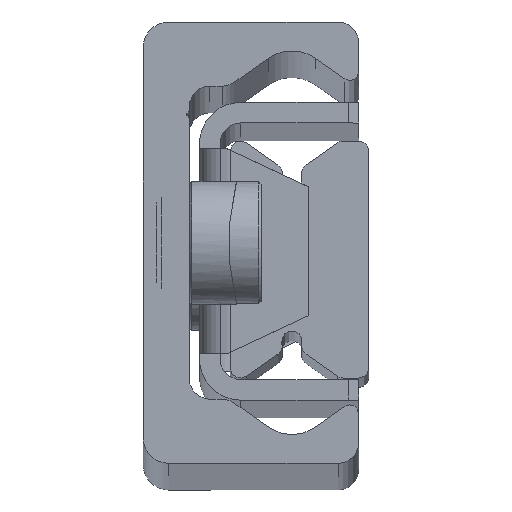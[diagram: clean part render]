
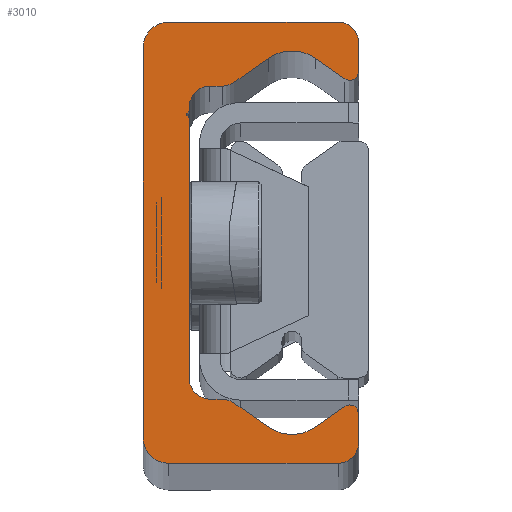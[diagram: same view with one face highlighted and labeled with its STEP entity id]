
A CAD part, top view. The second image highlights one B-rep face of the part: STEP entity #3010.
In plain terms, the highlighted planar face has unit normal (0, 0, 1).
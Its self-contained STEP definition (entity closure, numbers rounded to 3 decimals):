
#1920=CARTESIAN_POINT('',(2.499,-21.5,1490.0));
#1921=VERTEX_POINT('',#1920);
#1922=CARTESIAN_POINT('',(-0.001,-19.0,1490.0));
#1923=VERTEX_POINT('',#1922);
#1924=CARTESIAN_POINT('',(2.499,-19.0,1490.0));
#1925=DIRECTION('',(0.0,0.0,-1.0));
#1926=DIRECTION('',(-1.0,0.0,0.0));
#1927=AXIS2_PLACEMENT_3D('',#1924,#1925,#1926);
#1928=CIRCLE('',#1927,2.5);
#1929=EDGE_CURVE('',#1921,#1923,#1928,.T.);
#1962=CARTESIAN_POINT('',(-0.001,19.0,1490.0));
#1963=VERTEX_POINT('',#1962);
#1964=CARTESIAN_POINT('',(-0.001,-19.0,1490.0));
#1965=DIRECTION('',(0.0,1.0,0.0));
#1966=VECTOR('',#1965,38.0);
#1967=LINE('',#1964,#1966);
#1968=EDGE_CURVE('',#1923,#1963,#1967,.T.);
#2056=CARTESIAN_POINT('',(2.499,21.5,1490.0));
#2057=VERTEX_POINT('',#2056);
#2058=CARTESIAN_POINT('',(2.499,19.0,1490.0));
#2059=DIRECTION('',(0.0,0.0,-1.0));
#2060=DIRECTION('',(0.0,1.0,0.0));
#2061=AXIS2_PLACEMENT_3D('',#2058,#2059,#2060);
#2062=CIRCLE('',#2061,2.5);
#2063=EDGE_CURVE('',#1963,#2057,#2062,.T.);
#2089=CARTESIAN_POINT('',(18.999,21.5,1490.0));
#2090=VERTEX_POINT('',#2089);
#2091=CARTESIAN_POINT('',(2.499,21.5,1490.0));
#2092=DIRECTION('',(1.0,0.0,0.0));
#2093=VECTOR('',#2092,16.5);
#2094=LINE('',#2091,#2093);
#2095=EDGE_CURVE('',#2057,#2090,#2094,.T.);
#2120=CARTESIAN_POINT('',(20.999,19.5,1490.0));
#2121=VERTEX_POINT('',#2120);
#2122=CARTESIAN_POINT('',(18.999,19.5,1490.0));
#2123=DIRECTION('',(0.0,0.0,-1.0));
#2124=DIRECTION('',(1.0,0.0,0.0));
#2125=AXIS2_PLACEMENT_3D('',#2122,#2123,#2124);
#2126=CIRCLE('',#2125,2.);
#2127=EDGE_CURVE('',#2090,#2121,#2126,.T.);
#2153=CARTESIAN_POINT('',(20.999,16.65,1490.0));
#2154=VERTEX_POINT('',#2153);
#2155=CARTESIAN_POINT('',(20.999,19.5,1490.0));
#2156=DIRECTION('',(0.0,-1.0,0.0));
#2157=VECTOR('',#2156,2.85);
#2158=LINE('',#2155,#2157);
#2159=EDGE_CURVE('',#2121,#2154,#2158,.T.);
#2184=CARTESIAN_POINT('',(19.662,15.953,1490.0));
#2185=VERTEX_POINT('',#2184);
#2186=CARTESIAN_POINT('',(20.149,16.65,1490.0));
#2187=DIRECTION('',(0.0,0.0,-1.));
#2188=DIRECTION('',(-0.574,-0.819,0.0));
#2189=AXIS2_PLACEMENT_3D('',#2186,#2187,#2188);
#2190=CIRCLE('',#2189,0.85);
#2191=EDGE_CURVE('',#2154,#2185,#2190,.T.);
#2217=CARTESIAN_POINT('',(16.794,17.962,1490.0));
#2218=VERTEX_POINT('',#2217);
#2219=CARTESIAN_POINT('',(19.662,15.953,1490.0));
#2220=DIRECTION('',(-0.819,0.574,0.0));
#2221=VECTOR('',#2220,3.501);
#2222=LINE('',#2219,#2221);
#2223=EDGE_CURVE('',#2185,#2218,#2222,.T.);
#2248=CARTESIAN_POINT('',(12.205,17.962,1490.0));
#2249=VERTEX_POINT('',#2248);
#2250=CARTESIAN_POINT('',(14.499,14.685,1490.0));
#2251=DIRECTION('',(0.0,0.0,1.0));
#2252=DIRECTION('',(-0.574,-0.819,0.0));
#2253=AXIS2_PLACEMENT_3D('',#2250,#2251,#2252);
#2254=CIRCLE('',#2253,4.0);
#2255=EDGE_CURVE('',#2218,#2249,#2254,.T.);
#2281=CARTESIAN_POINT('',(8.849,15.612,1490.0));
#2282=VERTEX_POINT('',#2281);
#2283=CARTESIAN_POINT('',(12.205,17.962,1490.0));
#2284=DIRECTION('',(-0.819,-0.574,0.0));
#2285=VECTOR('',#2284,4.097);
#2286=LINE('',#2283,#2285);
#2287=EDGE_CURVE('',#2249,#2282,#2286,.T.);
#2312=CARTESIAN_POINT('',(7.702,15.25,1490.0));
#2313=VERTEX_POINT('',#2312);
#2314=CARTESIAN_POINT('',(7.702,17.25,1490.0));
#2315=DIRECTION('',(0.0,0.0,-1.0));
#2316=DIRECTION('',(0.0,-1.0,0.0));
#2317=AXIS2_PLACEMENT_3D('',#2314,#2315,#2316);
#2318=CIRCLE('',#2317,2.0);
#2319=EDGE_CURVE('',#2282,#2313,#2318,.T.);
#2345=CARTESIAN_POINT('',(6.499,15.25,1490.0));
#2346=VERTEX_POINT('',#2345);
#2347=CARTESIAN_POINT('',(7.702,15.25,1490.0));
#2348=DIRECTION('',(-1.0,0.0,0.0));
#2349=VECTOR('',#2348,1.203);
#2350=LINE('',#2347,#2349);
#2351=EDGE_CURVE('',#2313,#2346,#2350,.T.);
#2376=CARTESIAN_POINT('',(4.499,13.25,1490.0));
#2377=VERTEX_POINT('',#2376);
#2378=CARTESIAN_POINT('',(6.499,13.25,1490.0));
#2379=DIRECTION('',(0.0,0.0,1.0));
#2380=DIRECTION('',(0.0,-1.0,0.0));
#2381=AXIS2_PLACEMENT_3D('',#2378,#2379,#2380);
#2382=CIRCLE('',#2381,2.0);
#2383=EDGE_CURVE('',#2346,#2377,#2382,.T.);
#2409=CARTESIAN_POINT('',(4.499,12.861,1490.0));
#2410=VERTEX_POINT('',#2409);
#2411=CARTESIAN_POINT('',(4.499,13.25,1490.0));
#2412=DIRECTION('',(0.0,-1.0,0.0));
#2413=VECTOR('',#2412,0.389);
#2414=LINE('',#2411,#2413);
#2415=EDGE_CURVE('',#2377,#2410,#2414,.T.);
#2440=CARTESIAN_POINT('',(4.411,12.734,1490.0));
#2441=VERTEX_POINT('',#2440);
#2442=CARTESIAN_POINT('',(4.363,12.861,1490.0));
#2443=DIRECTION('',(0.0,0.0,-1.0));
#2444=DIRECTION('',(0.353,-0.936,0.0));
#2445=AXIS2_PLACEMENT_3D('',#2442,#2443,#2444);
#2446=CIRCLE('',#2445,0.136);
#2447=EDGE_CURVE('',#2410,#2441,#2446,.T.);
#2473=CARTESIAN_POINT('',(4.422,12.262,1490.0));
#2474=VERTEX_POINT('',#2473);
#2475=CARTESIAN_POINT('',(4.499,12.5,1490.0));
#2476=DIRECTION('',(0.0,0.0,1.0));
#2477=DIRECTION('',(0.353,-0.936,0.0));
#2478=AXIS2_PLACEMENT_3D('',#2475,#2476,#2477);
#2479=CIRCLE('',#2478,0.25);
#2480=EDGE_CURVE('',#2441,#2474,#2479,.T.);
#2506=CARTESIAN_POINT('',(4.499,12.156,1490.0));
#2507=VERTEX_POINT('',#2506);
#2508=CARTESIAN_POINT('',(4.387,12.156,1490.0));
#2509=DIRECTION('',(0.0,0.0,-1.0));
#2510=DIRECTION('',(1.0,0.0,0.0));
#2511=AXIS2_PLACEMENT_3D('',#2508,#2509,#2510);
#2512=CIRCLE('',#2511,0.112);
#2513=EDGE_CURVE('',#2474,#2507,#2512,.T.);
#2539=CARTESIAN_POINT('',(4.499,-13.25,1490.0));
#2540=VERTEX_POINT('',#2539);
#2541=CARTESIAN_POINT('',(4.499,12.156,1490.0));
#2542=DIRECTION('',(0.0,-1.0,0.0));
#2543=VECTOR('',#2542,25.406);
#2544=LINE('',#2541,#2543);
#2545=EDGE_CURVE('',#2507,#2540,#2544,.T.);
#2633=CARTESIAN_POINT('',(6.499,-15.25,1490.0));
#2634=VERTEX_POINT('',#2633);
#2635=CARTESIAN_POINT('',(6.499,-13.25,1490.0));
#2636=DIRECTION('',(0.0,0.0,1.0));
#2637=DIRECTION('',(1.0,0.0,0.0));
#2638=AXIS2_PLACEMENT_3D('',#2635,#2636,#2637);
#2639=CIRCLE('',#2638,2.0);
#2640=EDGE_CURVE('',#2540,#2634,#2639,.T.);
#2666=CARTESIAN_POINT('',(7.702,-15.25,1490.0));
#2667=VERTEX_POINT('',#2666);
#2668=CARTESIAN_POINT('',(6.499,-15.25,1490.0));
#2669=DIRECTION('',(1.0,0.0,0.0));
#2670=VECTOR('',#2669,1.203);
#2671=LINE('',#2668,#2670);
#2672=EDGE_CURVE('',#2634,#2667,#2671,.T.);
#2697=CARTESIAN_POINT('',(8.849,-15.612,1490.0));
#2698=VERTEX_POINT('',#2697);
#2699=CARTESIAN_POINT('',(7.702,-17.25,1490.0));
#2700=DIRECTION('',(0.0,0.0,-1.));
#2701=DIRECTION('',(0.574,0.819,0.0));
#2702=AXIS2_PLACEMENT_3D('',#2699,#2700,#2701);
#2703=CIRCLE('',#2702,2.0);
#2704=EDGE_CURVE('',#2667,#2698,#2703,.T.);
#2730=CARTESIAN_POINT('',(12.205,-17.962,1490.0));
#2731=VERTEX_POINT('',#2730);
#2732=CARTESIAN_POINT('',(8.849,-15.612,1490.0));
#2733=DIRECTION('',(0.819,-0.574,0.0));
#2734=VECTOR('',#2733,4.097);
#2735=LINE('',#2732,#2734);
#2736=EDGE_CURVE('',#2698,#2731,#2735,.T.);
#2761=CARTESIAN_POINT('',(16.794,-17.962,1490.0));
#2762=VERTEX_POINT('',#2761);
#2763=CARTESIAN_POINT('',(14.499,-14.685,1490.0));
#2764=DIRECTION('',(0.0,0.0,1.0));
#2765=DIRECTION('',(0.574,0.819,0.0));
#2766=AXIS2_PLACEMENT_3D('',#2763,#2764,#2765);
#2767=CIRCLE('',#2766,4.0);
#2768=EDGE_CURVE('',#2731,#2762,#2767,.T.);
#2794=CARTESIAN_POINT('',(19.662,-15.953,1490.0));
#2795=VERTEX_POINT('',#2794);
#2796=CARTESIAN_POINT('',(16.794,-17.962,1490.0));
#2797=DIRECTION('',(0.819,0.574,0.0));
#2798=VECTOR('',#2797,3.501);
#2799=LINE('',#2796,#2798);
#2800=EDGE_CURVE('',#2762,#2795,#2799,.T.);
#2825=CARTESIAN_POINT('',(20.999,-16.65,1490.0));
#2826=VERTEX_POINT('',#2825);
#2827=CARTESIAN_POINT('',(20.149,-16.65,1490.0));
#2828=DIRECTION('',(0.0,0.0,-1.0));
#2829=DIRECTION('',(1.0,0.0,0.0));
#2830=AXIS2_PLACEMENT_3D('',#2827,#2828,#2829);
#2831=CIRCLE('',#2830,0.85);
#2832=EDGE_CURVE('',#2795,#2826,#2831,.T.);
#2858=CARTESIAN_POINT('',(20.999,-19.5,1490.0));
#2859=VERTEX_POINT('',#2858);
#2860=CARTESIAN_POINT('',(20.999,-16.65,1490.0));
#2861=DIRECTION('',(0.0,-1.0,0.0));
#2862=VECTOR('',#2861,2.85);
#2863=LINE('',#2860,#2862);
#2864=EDGE_CURVE('',#2826,#2859,#2863,.T.);
#2889=CARTESIAN_POINT('',(18.999,-21.5,1490.0));
#2890=VERTEX_POINT('',#2889);
#2891=CARTESIAN_POINT('',(18.999,-19.5,1490.0));
#2892=DIRECTION('',(0.0,0.0,-1.0));
#2893=DIRECTION('',(0.0,-1.0,0.0));
#2894=AXIS2_PLACEMENT_3D('',#2891,#2892,#2893);
#2895=CIRCLE('',#2894,2.);
#2896=EDGE_CURVE('',#2859,#2890,#2895,.T.);
#2922=CARTESIAN_POINT('',(18.999,-21.5,1490.0));
#2923=DIRECTION('',(-1.0,0.0,0.0));
#2924=VECTOR('',#2923,16.5);
#2925=LINE('',#2922,#2924);
#2926=EDGE_CURVE('',#2890,#1921,#2925,.T.);
#2975=CARTESIAN_POINT('',(7.822,0.017,1490.0));
#2976=DIRECTION('',(0.0,0.0,1.0));
#2977=DIRECTION('',(1.0,0.0,0.0));
#2978=AXIS2_PLACEMENT_3D('',#2975,#2976,#2977);
#2979=PLANE('',#2978);
#2980=ORIENTED_EDGE('',*,*,#1929,.F.);
#2981=ORIENTED_EDGE('',*,*,#2926,.F.);
#2982=ORIENTED_EDGE('',*,*,#2896,.F.);
#2983=ORIENTED_EDGE('',*,*,#2864,.F.);
#2984=ORIENTED_EDGE('',*,*,#2832,.F.);
#2985=ORIENTED_EDGE('',*,*,#2800,.F.);
#2986=ORIENTED_EDGE('',*,*,#2768,.F.);
#2987=ORIENTED_EDGE('',*,*,#2736,.F.);
#2988=ORIENTED_EDGE('',*,*,#2704,.F.);
#2989=ORIENTED_EDGE('',*,*,#2672,.F.);
#2990=ORIENTED_EDGE('',*,*,#2640,.F.);
#2991=ORIENTED_EDGE('',*,*,#2545,.F.);
#2992=ORIENTED_EDGE('',*,*,#2513,.F.);
#2993=ORIENTED_EDGE('',*,*,#2480,.F.);
#2994=ORIENTED_EDGE('',*,*,#2447,.F.);
#2995=ORIENTED_EDGE('',*,*,#2415,.F.);
#2996=ORIENTED_EDGE('',*,*,#2383,.F.);
#2997=ORIENTED_EDGE('',*,*,#2351,.F.);
#2998=ORIENTED_EDGE('',*,*,#2319,.F.);
#2999=ORIENTED_EDGE('',*,*,#2287,.F.);
#3000=ORIENTED_EDGE('',*,*,#2255,.F.);
#3001=ORIENTED_EDGE('',*,*,#2223,.F.);
#3002=ORIENTED_EDGE('',*,*,#2191,.F.);
#3003=ORIENTED_EDGE('',*,*,#2159,.F.);
#3004=ORIENTED_EDGE('',*,*,#2127,.F.);
#3005=ORIENTED_EDGE('',*,*,#2095,.F.);
#3006=ORIENTED_EDGE('',*,*,#2063,.F.);
#3007=ORIENTED_EDGE('',*,*,#1968,.F.);
#3008=EDGE_LOOP('',(#2980,#2981,#2982,#2983,#2984,#2985,#2986,#2987,#2988,#2989,#2990,#2991,#2992,#2993,#2994,#2995,#2996,#2997,#2998,#2999,#3000,#3001,#3002,#3003,#3004,#3005,#3006,#3007));
#3009=FACE_OUTER_BOUND('',#3008,.T.);
#3010=ADVANCED_FACE('',(#3009),#2979,.T.);
